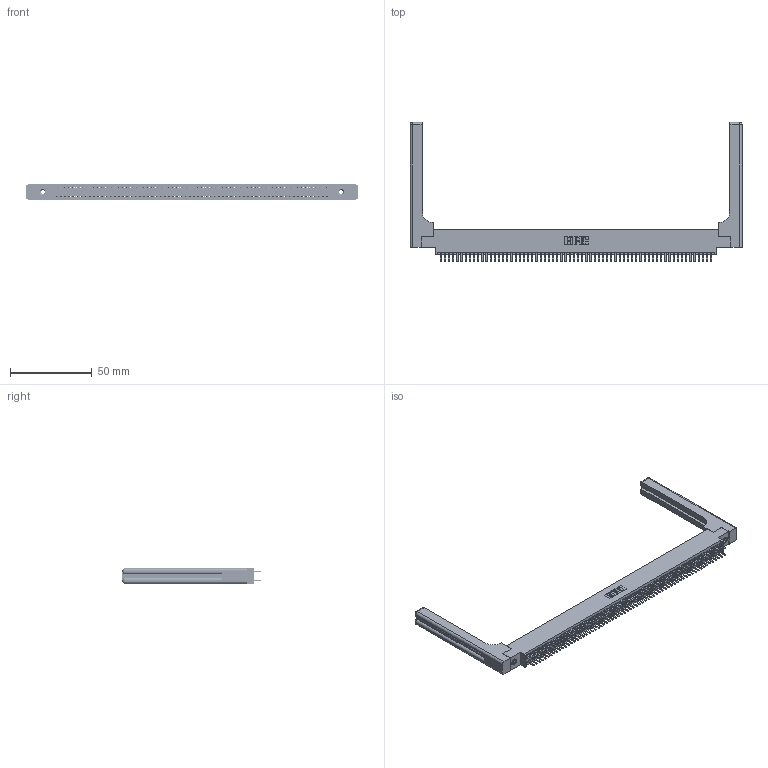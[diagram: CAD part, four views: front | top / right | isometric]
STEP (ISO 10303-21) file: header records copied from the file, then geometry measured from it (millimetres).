
FILE_DESCRIPTION (( 'STEP AP203' ), '1' );
FILE_NAME ('395-132-520-858.STEP', '2019-10-29T05:13:20', ( '' ), ( '' ), 'SwSTEP 2.0', 'SolidWorks 2016', '' );
FILE_SCHEMA (( 'CONFIG_CONTROL_DESIGN' ));
Length unit declared in the file: inch
Products named in the file (5): 345-220-058_345-220-058; 395-132-520-858; 345 Part_0.170 Offset - 0.156 Dia-TH; 345-292-001_345-293-120; 345-250-001_345-250-001-102
Assembly tree (137 placements, depth 2):
  395-132-520-858
    345 Part_0.170 Offset - 0.156 Dia-TH
    345-292-001_345-293-120  x132
    345-250-001_345-250-001-102  x2
    345-220-058_345-220-058  x2
Bounding box: 202.67 x 84.96 x 9.4 mm (x, y, z)
Volume: 28213.7 mm3; surface area: 34720.7 mm2
Topology: 137 solids, 137 shells, 7514 faces, 21743 edges, 14122 vertices
Faces by surface type: plane 4852, cylinder 2602, bspline 36, cone 12, sphere 8, torus 4
Entity records: 53982 total; most frequent: CARTESIAN_POINT 10033, ORIENTED_EDGE 8752, DIRECTION 7736, EDGE_CURVE 4376, LINE 3884, VECTOR 3884, VERTEX_POINT 2906, AXIS2_PLACEMENT_3D 1926
